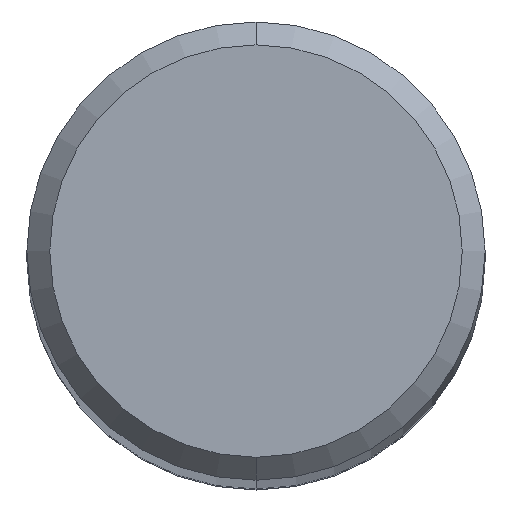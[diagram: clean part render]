
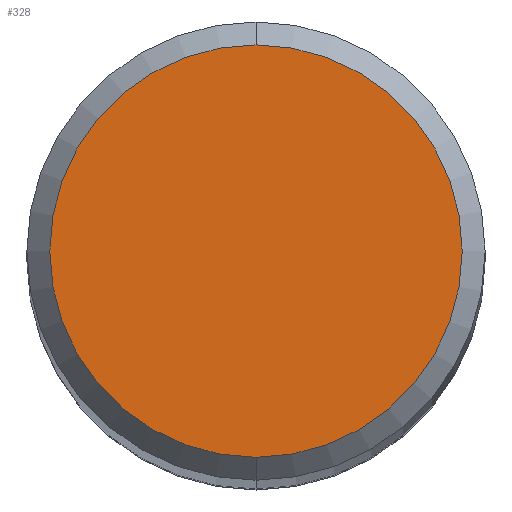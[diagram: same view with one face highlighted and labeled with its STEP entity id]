
A CAD part, top view. The second image highlights one B-rep face of the part: STEP entity #328.
In plain terms, the highlighted planar face has unit normal (0, 0, 1).
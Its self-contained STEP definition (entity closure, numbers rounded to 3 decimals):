
#260=EDGE_CURVE('',#278,#462,#633,.T.);
#278=VERTEX_POINT('',#658);
#328=ADVANCED_FACE('',(#714),#715,.T.);
#462=VERTEX_POINT('',#863);
#534=EDGE_CURVE('',#462,#278,#940,.T.);
#633=CIRCLE('',#1070,3.6);
#658=CARTESIAN_POINT('',(0.0,3.6,0.0));
#714=FACE_OUTER_BOUND('',#1219,.T.);
#715=PLANE('',#1220);
#863=CARTESIAN_POINT('',(0.,-3.6,0.0));
#940=CIRCLE('',#1672,3.6);
#1070=AXIS2_PLACEMENT_3D('',#1771,#1772,#1773);
#1219=EDGE_LOOP('',(#1901,#1902));
#1220=AXIS2_PLACEMENT_3D('',#1903,#1904,#1905);
#1672=AXIS2_PLACEMENT_3D('',#2132,#2133,#2134);
#1771=CARTESIAN_POINT('',(0.0,0.0,0.0));
#1772=DIRECTION('',(0.0,0.0,-1.0));
#1773=DIRECTION('',(0.0,1.0,0.0));
#1901=ORIENTED_EDGE('',*,*,#260,.F.);
#1902=ORIENTED_EDGE('',*,*,#534,.F.);
#1903=CARTESIAN_POINT('',(0.0,1.8,0.0));
#1904=DIRECTION('',(-0.0,0.0,1.0));
#1905=DIRECTION('',(0.0,-1.0,0.0));
#2132=CARTESIAN_POINT('',(0.0,0.0,0.0));
#2133=DIRECTION('',(0.0,0.0,-1.0));
#2134=DIRECTION('',(0.0,1.0,0.0));
